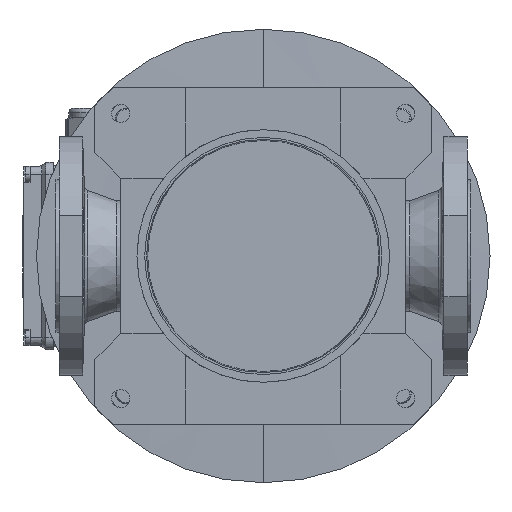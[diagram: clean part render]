
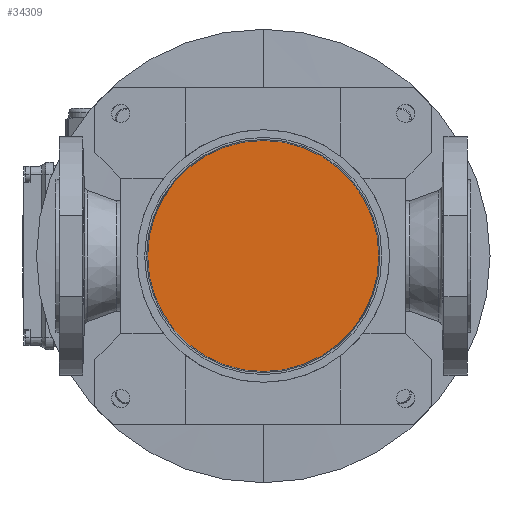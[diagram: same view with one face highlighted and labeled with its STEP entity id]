
A CAD part, front view. The second image highlights one B-rep face of the part: STEP entity #34309.
In plain terms, the highlighted planar face has unit normal (0, -1, 0).
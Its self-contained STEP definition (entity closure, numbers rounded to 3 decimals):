
#1527 = EDGE_CURVE ( 'NONE', #81460, #100594, #112107, .T. ) ;
#13717 = DIRECTION ( 'NONE',  ( 0., 0., -1. ) ) ;
#19643 = DIRECTION ( 'NONE',  ( 0., 0., 1. ) ) ;
#23326 = ORIENTED_EDGE ( 'NONE', *, *, #1527, .F. ) ;
#24700 = FACE_OUTER_BOUND ( 'NONE', #27725, .T. ) ;
#27725 = EDGE_LOOP ( 'NONE', ( #48698, #23326 ) ) ;
#29678 = CARTESIAN_POINT ( 'NONE',  ( 0., -46., 0. ) ) ;
#30299 = DIRECTION ( 'NONE',  ( 0., 0., 1. ) ) ;
#34309 = ADVANCED_FACE ( 'NONE', ( #24700 ), #123050, .T. ) ;
#43887 = AXIS2_PLACEMENT_3D ( 'NONE', #29678, #87922, #30299 ) ;
#48698 = ORIENTED_EDGE ( 'NONE', *, *, #91425, .F. ) ;
#69196 = CARTESIAN_POINT ( 'NONE',  ( 0., -46., -89.214 ) ) ;
#81460 = VERTEX_POINT ( 'NONE', #117851 ) ;
#87922 = DIRECTION ( 'NONE',  ( 0., 1., 0. ) ) ;
#91425 = EDGE_CURVE ( 'NONE', #100594, #81460, #116498, .T. ) ;
#97962 = DIRECTION ( 'NONE',  ( 0., 1., 0. ) ) ;
#100594 = VERTEX_POINT ( 'NONE', #69196 ) ;
#102347 = DIRECTION ( 'NONE',  ( 0., -1., 0. ) ) ;
#108161 = AXIS2_PLACEMENT_3D ( 'NONE', #108276, #97962, #19643 ) ;
#108276 = CARTESIAN_POINT ( 'NONE',  ( 0., -46., 0. ) ) ;
#112107 = CIRCLE ( 'NONE', #43887, 89.214 ) ;
#113321 = CARTESIAN_POINT ( 'NONE',  ( 0., -46., 0. ) ) ;
#116498 = CIRCLE ( 'NONE', #108161, 89.214 ) ;
#117851 = CARTESIAN_POINT ( 'NONE',  ( 0., -46., 89.214 ) ) ;
#123050 = PLANE ( 'NONE',  #126409 ) ;
#126409 = AXIS2_PLACEMENT_3D ( 'NONE', #113321, #102347, #13717 ) ;
